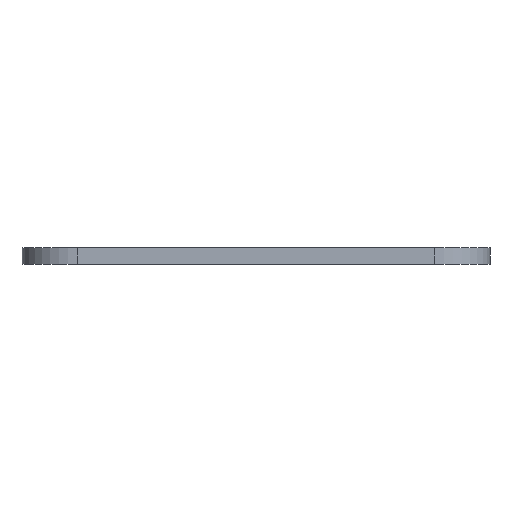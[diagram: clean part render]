
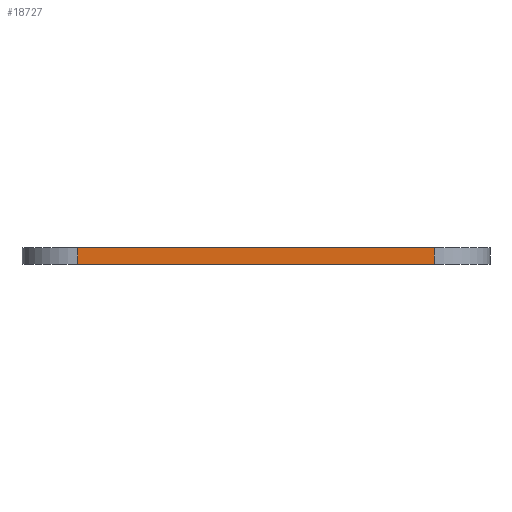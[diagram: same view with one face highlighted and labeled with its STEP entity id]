
A CAD part, front view. The second image highlights one B-rep face of the part: STEP entity #18727.
In plain terms, the highlighted planar face has unit normal (0, -1, 0).
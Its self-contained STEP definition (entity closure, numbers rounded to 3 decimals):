
#524=PLANE('',#19186);
#1508=FACE_OUTER_BOUND('',#2592,.T.);
#2592=EDGE_LOOP('',(#17021,#17022,#17023,#17024));
#2945=LINE('',#24740,#4503);
#4136=LINE('',#37322,#5694);
#4152=LINE('',#37386,#5710);
#4153=LINE('',#37388,#5711);
#4503=VECTOR('',#19703,10.);
#5694=VECTOR('',#21510,10.);
#5710=VECTOR('',#21566,10.);
#5711=VECTOR('',#21569,10.);
#7303=VERTEX_POINT('',#24737);
#7304=VERTEX_POINT('',#24739);
#8766=VERTEX_POINT('',#37319);
#8767=VERTEX_POINT('',#37321);
#9345=EDGE_CURVE('',#7303,#7304,#2945,.T.);
#11519=EDGE_CURVE('',#8766,#8767,#4136,.T.);
#11552=EDGE_CURVE('',#8767,#7303,#4152,.T.);
#11553=EDGE_CURVE('',#7304,#8766,#4153,.T.);
#17021=ORIENTED_EDGE('',*,*,#11552,.F.);
#17022=ORIENTED_EDGE('',*,*,#11519,.F.);
#17023=ORIENTED_EDGE('',*,*,#11553,.F.);
#17024=ORIENTED_EDGE('',*,*,#9345,.F.);
#18727=ADVANCED_FACE('',(#1508),#524,.T.);
#19186=AXIS2_PLACEMENT_3D('',#37387,#21567,#21568);
#19703=DIRECTION('',(1.,0.,0.));
#21510=DIRECTION('',(-1.,0.,0.));
#21566=DIRECTION('',(0.,0.,1.));
#21567=DIRECTION('center_axis',(0.,-1.,0.));
#21568=DIRECTION('ref_axis',(1.,0.,0.));
#21569=DIRECTION('',(0.,0.,-1.));
#24737=CARTESIAN_POINT('',(-5.99,-67.759,1.5));
#24739=CARTESIAN_POINT('',(26.01,-67.759,1.5));
#24740=CARTESIAN_POINT('',(31.01,-67.759,1.5));
#37319=CARTESIAN_POINT('',(26.01,-67.759,0.));
#37321=CARTESIAN_POINT('',(-5.99,-67.759,0.));
#37322=CARTESIAN_POINT('',(31.01,-67.759,0.));
#37386=CARTESIAN_POINT('',(-5.99,-67.759,0.));
#37387=CARTESIAN_POINT('Origin',(-10.99,-67.759,0.));
#37388=CARTESIAN_POINT('',(26.01,-67.759,0.));
